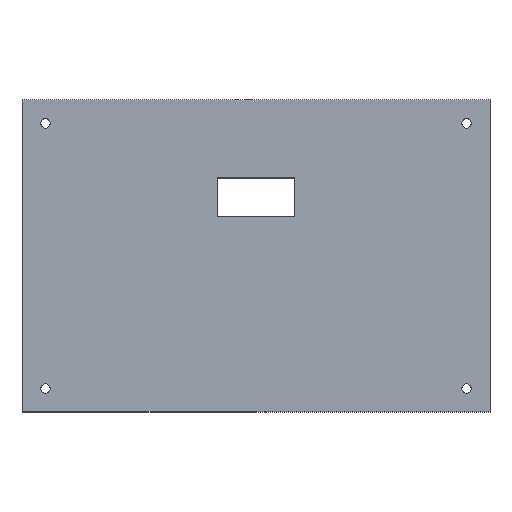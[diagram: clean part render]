
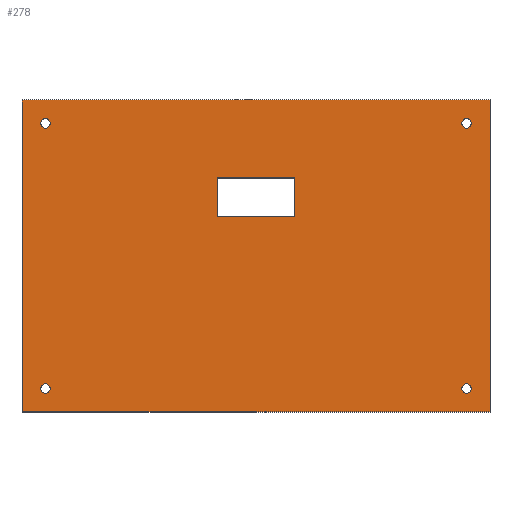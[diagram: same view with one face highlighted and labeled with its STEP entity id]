
A CAD part, top view. The second image highlights one B-rep face of the part: STEP entity #278.
In plain terms, the highlighted planar face has unit normal (0, 0, 1).
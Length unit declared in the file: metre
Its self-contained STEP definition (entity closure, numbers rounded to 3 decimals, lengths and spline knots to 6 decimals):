
#20=CIRCLE('',#300,0.006);
#22=CIRCLE('',#303,0.006);
#24=CIRCLE('',#306,0.006);
#26=CIRCLE('',#311,0.006);
#72=ORIENTED_EDGE('',*,*,#108,.F.);
#73=ORIENTED_EDGE('',*,*,#112,.T.);
#74=ORIENTED_EDGE('',*,*,#115,.T.);
#75=ORIENTED_EDGE('',*,*,#125,.F.);
#76=ORIENTED_EDGE('',*,*,#98,.F.);
#77=ORIENTED_EDGE('',*,*,#102,.T.);
#78=ORIENTED_EDGE('',*,*,#105,.T.);
#79=ORIENTED_EDGE('',*,*,#123,.F.);
#80=ORIENTED_EDGE('',*,*,#120,.F.);
#81=ORIENTED_EDGE('',*,*,#118,.T.);
#82=ORIENTED_EDGE('',*,*,#116,.F.);
#83=ORIENTED_EDGE('',*,*,#126,.T.);
#98=EDGE_CURVE('',#130,#131,#154,.T.);
#102=EDGE_CURVE('',#130,#133,#158,.T.);
#105=EDGE_CURVE('',#133,#135,#161,.T.);
#108=EDGE_CURVE('',#138,#139,#164,.T.);
#112=EDGE_CURVE('',#138,#141,#168,.T.);
#115=EDGE_CURVE('',#141,#143,#171,.T.);
#116=EDGE_CURVE('',#144,#144,#20,.T.);
#118=EDGE_CURVE('',#146,#146,#22,.T.);
#120=EDGE_CURVE('',#148,#148,#24,.T.);
#123=EDGE_CURVE('',#131,#135,#173,.T.);
#125=EDGE_CURVE('',#139,#143,#175,.T.);
#126=EDGE_CURVE('',#150,#150,#26,.T.);
#130=VERTEX_POINT('',#391);
#131=VERTEX_POINT('',#393);
#133=VERTEX_POINT('',#399);
#135=VERTEX_POINT('',#405);
#138=VERTEX_POINT('',#412);
#139=VERTEX_POINT('',#414);
#141=VERTEX_POINT('',#420);
#143=VERTEX_POINT('',#426);
#144=VERTEX_POINT('',#430);
#146=VERTEX_POINT('',#435);
#148=VERTEX_POINT('',#440);
#150=VERTEX_POINT('',#451);
#154=LINE('',#392,#178);
#158=LINE('',#400,#182);
#161=LINE('',#406,#185);
#164=LINE('',#413,#188);
#168=LINE('',#421,#192);
#171=LINE('',#427,#195);
#173=LINE('',#445,#197);
#175=LINE('',#448,#199);
#178=VECTOR('',#321,1.);
#182=VECTOR('',#327,1.);
#185=VECTOR('',#332,1.);
#188=VECTOR('',#337,1.);
#192=VECTOR('',#343,1.);
#195=VECTOR('',#348,1.);
#197=VECTOR('',#370,1.);
#199=VECTOR('',#374,1.);
#216=EDGE_LOOP('',(#72,#73,#74,#75));
#217=EDGE_LOOP('',(#76,#77,#78,#79));
#218=EDGE_LOOP('',(#80));
#219=EDGE_LOOP('',(#81));
#220=EDGE_LOOP('',(#82));
#221=EDGE_LOOP('',(#83));
#244=FACE_BOUND('',#216,.T.);
#245=FACE_BOUND('',#217,.T.);
#246=FACE_BOUND('',#218,.T.);
#247=FACE_BOUND('',#219,.T.);
#248=FACE_BOUND('',#220,.T.);
#249=FACE_BOUND('',#221,.T.);
#264=PLANE('',#313);
#278=ADVANCED_FACE('',(#244,#245,#246,#247,#248,#249),#264,.T.);
#300=AXIS2_PLACEMENT_3D('',#429,#351,#352);
#303=AXIS2_PLACEMENT_3D('',#434,#357,#358);
#306=AXIS2_PLACEMENT_3D('',#439,#363,#364);
#311=AXIS2_PLACEMENT_3D('',#450,#377,#378);
#313=AXIS2_PLACEMENT_3D('',#454,#381,#382);
#321=DIRECTION('',(0.,-1.,0.));
#327=DIRECTION('',(1.,0.,0.));
#332=DIRECTION('',(0.,-1.,0.));
#337=DIRECTION('',(0.,1.,0.));
#343=DIRECTION('',(1.,0.,0.));
#348=DIRECTION('',(0.,1.,0.));
#351=DIRECTION('',(0.,0.,1.));
#352=DIRECTION('',(1.,0.,0.));
#357=DIRECTION('',(0.,0.,-1.));
#358=DIRECTION('',(1.,0.,0.));
#363=DIRECTION('',(0.,0.,1.));
#364=DIRECTION('',(1.,0.,0.));
#370=DIRECTION('',(1.,0.,0.));
#374=DIRECTION('',(1.,0.,0.));
#377=DIRECTION('',(0.,0.,-1.));
#378=DIRECTION('',(1.,0.,0.));
#381=DIRECTION('',(0.,0.,1.));
#382=DIRECTION('',(1.,0.,0.));
#391=CARTESIAN_POINT('',(0.25,0.3,0.006));
#392=CARTESIAN_POINT('',(0.25,0.275,0.006));
#393=CARTESIAN_POINT('',(0.25,0.25,0.006));
#399=CARTESIAN_POINT('',(0.35,0.3,0.006));
#400=CARTESIAN_POINT('',(0.3,0.3,0.006));
#405=CARTESIAN_POINT('',(0.35,0.25,0.006));
#406=CARTESIAN_POINT('',(0.35,0.275,0.006));
#412=CARTESIAN_POINT('',(0.,0.,0.006));
#413=CARTESIAN_POINT('',(0.,0.2,0.006));
#414=CARTESIAN_POINT('',(0.,0.4,0.006));
#420=CARTESIAN_POINT('',(0.6,0.,0.006));
#421=CARTESIAN_POINT('',(0.3,0.,0.006));
#426=CARTESIAN_POINT('',(0.6,0.4,0.006));
#427=CARTESIAN_POINT('',(0.6,0.2,0.006));
#429=CARTESIAN_POINT('',(0.57,0.03,0.006));
#430=CARTESIAN_POINT('',(0.576,0.03,0.006));
#434=CARTESIAN_POINT('',(0.57,0.37,0.006));
#435=CARTESIAN_POINT('',(0.576,0.37,0.006));
#439=CARTESIAN_POINT('',(0.03,0.37,0.006));
#440=CARTESIAN_POINT('',(0.036,0.37,0.006));
#445=CARTESIAN_POINT('',(0.3,0.25,0.006));
#448=CARTESIAN_POINT('',(0.3,0.4,0.006));
#450=CARTESIAN_POINT('',(0.03,0.03,0.006));
#451=CARTESIAN_POINT('',(0.036,0.03,0.006));
#454=CARTESIAN_POINT('',(0.3,0.2,0.006));
